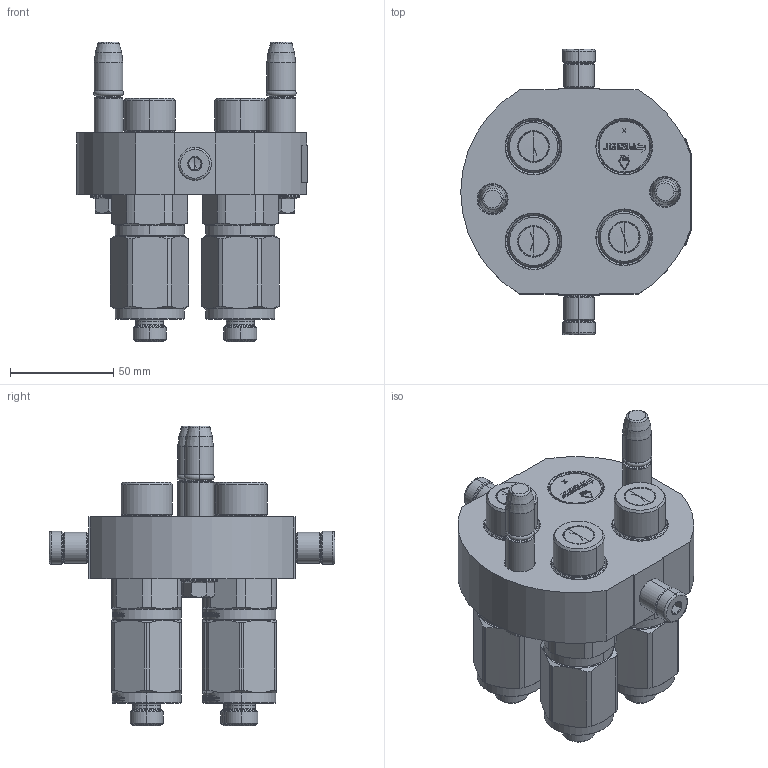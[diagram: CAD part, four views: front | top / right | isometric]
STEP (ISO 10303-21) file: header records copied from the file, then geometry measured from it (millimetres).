
FILE_DESCRIPTION (( 'STEP AP214' ), '1' );
FILE_NAME ('FASTER.step', '2022-12-20T08:20:27', ( '' ), ( '' ), 'SwSTEP 2.0', 'SolidWorks 2017', '' );
FILE_SCHEMA (( 'AUTOMOTIVE_DESIGN' ));
Length unit declared in the file: millimetre
Products named in the file (12): 3ffnp12-2_16m; 4830_010_0000_022; 4830_021_0000_000; et002_piegata; 4830_013_3000_030; 1540_080_0008_000; P508_M_BASE; or2_62x9_19_m; TAPPO_12; 4830_028_1000_011; FASTER
Assembly tree (18 placements, depth 3):
  FASTER
    P508_M_BASE
      4830_010_0000_022
      4830_013_3000_030  x2
      4830_028_1000_011  x2
      4830_021_0000_000  x2
      1540_080_0008_000  x2
      or2_62x9_19_m  x2
    3ffnp12-2_16m  x3
      3ffnp12-2_16m
    TAPPO_12
    et002_piegata
Bounding box: 111.8 x 138.6 x 145.4 mm (x, y, z)
Volume: 14420.6 mm3; surface area: 115316.4 mm2
Topology: 6 solids, 46 shells, 2158 faces, 6138 edges, 3974 vertices
Faces by surface type: plane 1195, cylinder 403, cone 318, torus 148, bspline 94
Entity records: 58681 total; most frequent: CARTESIAN_POINT 14179, ORIENTED_EDGE 7645, DIRECTION 7215, EDGE_CURVE 3994, LINE 2719, VECTOR 2719, VERTEX_POINT 2590, AXIS2_PLACEMENT_3D 2248
